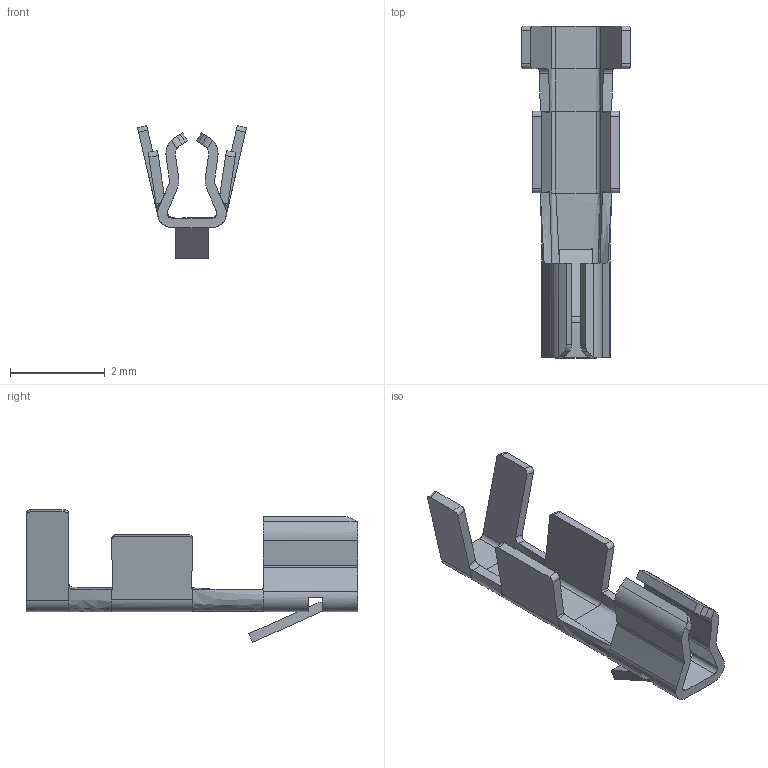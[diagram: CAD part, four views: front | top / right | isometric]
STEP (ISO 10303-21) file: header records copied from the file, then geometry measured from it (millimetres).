
FILE_DESCRIPTION( ( 'Unknown' ), '1' );
FILE_NAME( '64600113722DEC.stp', 'Unknown', ( 'Unknown' ), ( 'Unknown' ), 'PSStep 17.0.49', 'Unknown', ' ' );
FILE_SCHEMA( ( 'AUTOMOTIVE_DESIGN { 1 0 10303 214 1 1 1 1 }' ) );
Length unit declared in the file: millimetre
Products named in the file (1): 1
Bounding box: 2.3 x 7 x 2.8 mm (x, y, z)
Volume: 5.2 mm3; surface area: 60.8 mm2
Topology: 1 solids, 1 shells, 118 faces, 331 edges, 213 vertices
Faces by surface type: plane 65, cylinder 38, bspline 15
Entity records: 5332 total; most frequent: CARTESIAN_POINT 1468, ORIENTED_EDGE 662, DIRECTION 533, EDGE_CURVE 331, VERTEX_POINT 213, LINE 187, VECTOR 187, AXIS2_PLACEMENT_3D 173
